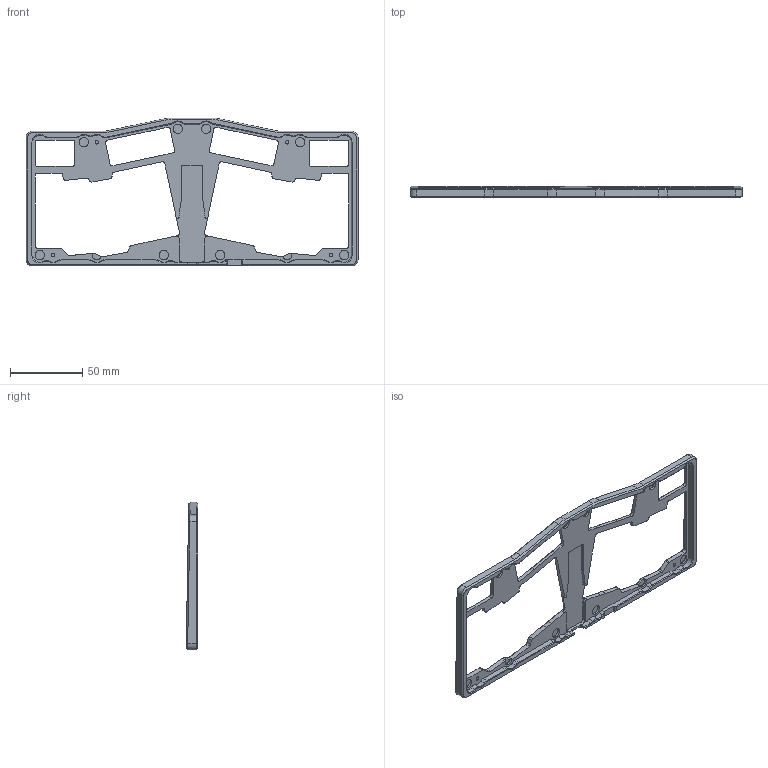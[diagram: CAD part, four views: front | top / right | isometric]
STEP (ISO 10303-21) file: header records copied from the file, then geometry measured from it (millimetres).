
FILE_DESCRIPTION(/* description */ (''),/* implementation_level */ '2;1');
FILE_NAME(/* name */ 'ulp_endgame_case_alu.step',/* time_stamp */ '2025-07-28T18:53:53+02:00',/* author */ (''),/* organization */ (''),/* preprocessor_version */ 'ST-DEVELOPER v20.1',/* originating_system */ 'Autodesk Translation Framework v14.10.0.0',/* authorisation */ '');
FILE_SCHEMA (('AUTOMOTIVE_DESIGN { 1 0 10303 214 3 1 1 }'));
Length unit declared in the file: millimetre
Products named in the file (1): Case
Bounding box: 229 x 8.04 x 102.01 mm (x, y, z)
Volume: 35904.4 mm3; surface area: 28139.5 mm2
Topology: 1 solids, 1 shells, 568 faces, 1449 edges, 893 vertices
Faces by surface type: plane 246, bspline 140, cylinder 128, cone 54
Full cylindrical faces by diameter (mm): 2.5 x4, 6.5 x8
Entity records: 19019 total; most frequent: CARTESIAN_POINT 6099, ORIENTED_EDGE 2898, DIRECTION 2284, EDGE_CURVE 1449, LINE 906, VECTOR 906, VERTEX_POINT 893, AXIS2_PLACEMENT_3D 689
